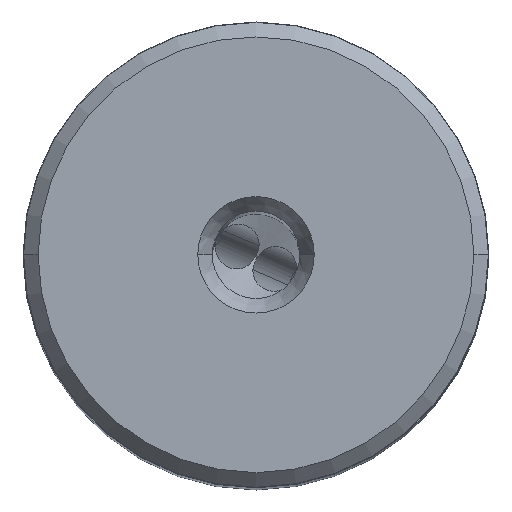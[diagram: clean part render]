
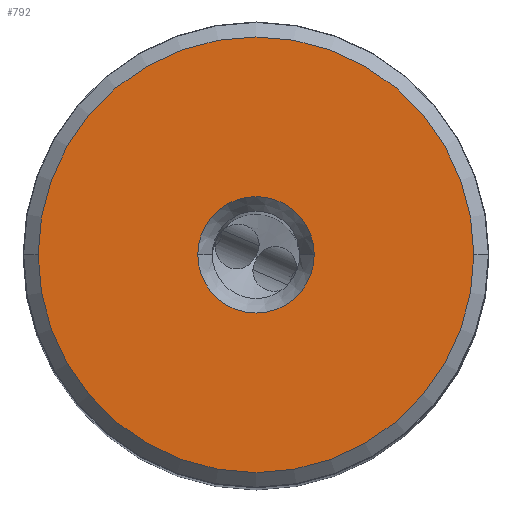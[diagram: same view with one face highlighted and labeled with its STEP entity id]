
A CAD part, top view. The second image highlights one B-rep face of the part: STEP entity #792.
In plain terms, the highlighted planar face has unit normal (0, 0, 1).
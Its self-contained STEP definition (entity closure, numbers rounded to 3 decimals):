
#229=PLANE('',#5634);
#275=FACE_BOUND('',#1415,.T.);
#276=FACE_BOUND('',#1416,.T.);
#792=ADVANCED_FACE('',(#275,#276),#229,.T.);
#1415=EDGE_LOOP('',(#2346,#2347));
#1416=EDGE_LOOP('',(#2348,#2349));
#1721=CIRCLE('',#5629,4.);
#1722=CIRCLE('',#5631,14.965);
#1723=CIRCLE('',#5632,14.965);
#1724=CIRCLE('',#5633,4.);
#2346=ORIENTED_EDGE('',*,*,#4522,.F.);
#2347=ORIENTED_EDGE('',*,*,#4523,.F.);
#2348=ORIENTED_EDGE('',*,*,#4524,.F.);
#2349=ORIENTED_EDGE('',*,*,#4521,.F.);
#3891=VERTEX_POINT('',#9877);
#3892=VERTEX_POINT('',#9879);
#3893=VERTEX_POINT('',#9883);
#3894=VERTEX_POINT('',#9884);
#4521=EDGE_CURVE('',#3892,#3891,#1721,.T.);
#4522=EDGE_CURVE('',#3893,#3894,#1722,.T.);
#4523=EDGE_CURVE('',#3894,#3893,#1723,.T.);
#4524=EDGE_CURVE('',#3891,#3892,#1724,.T.);
#5629=AXIS2_PLACEMENT_3D('',#9880,#6490,#6491);
#5631=AXIS2_PLACEMENT_3D('',#9882,#6494,#6495);
#5632=AXIS2_PLACEMENT_3D('',#9885,#6496,#6497);
#5633=AXIS2_PLACEMENT_3D('',#9886,#6498,#6499);
#5634=AXIS2_PLACEMENT_3D('',#9887,#6500,#6501);
#6490=DIRECTION('',(0.,0.,1.));
#6491=DIRECTION('',(-1.,0.,0.));
#6494=DIRECTION('',(0.,0.,-1.));
#6495=DIRECTION('',(1.,0.,0.));
#6496=DIRECTION('',(0.,0.,-1.));
#6497=DIRECTION('',(-1.,0.,0.));
#6498=DIRECTION('',(0.,0.,1.));
#6499=DIRECTION('',(1.,0.,0.));
#6500=DIRECTION('',(0.,0.,1.));
#6501=DIRECTION('',(-1.,0.,0.));
#9877=CARTESIAN_POINT('',(4.,0.,0.));
#9879=CARTESIAN_POINT('',(-4.,0.,0.));
#9880=CARTESIAN_POINT('',(0.,0.,0.));
#9882=CARTESIAN_POINT('',(0.,0.,0.));
#9883=CARTESIAN_POINT('',(14.965,0.,0.));
#9884=CARTESIAN_POINT('',(-14.965,0.,0.));
#9885=CARTESIAN_POINT('',(0.,0.,0.));
#9886=CARTESIAN_POINT('',(0.,0.,0.));
#9887=CARTESIAN_POINT('',(0.,0.,0.));
